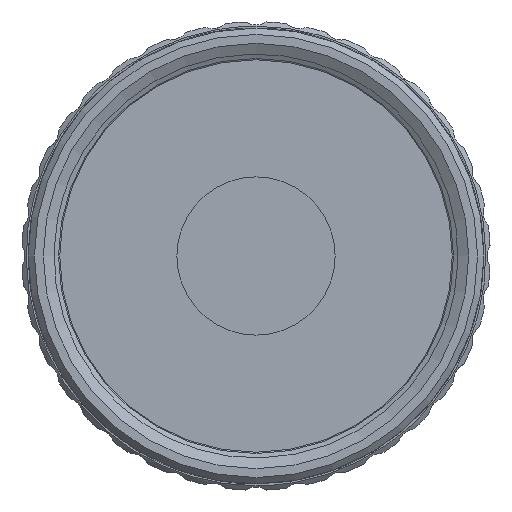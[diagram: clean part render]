
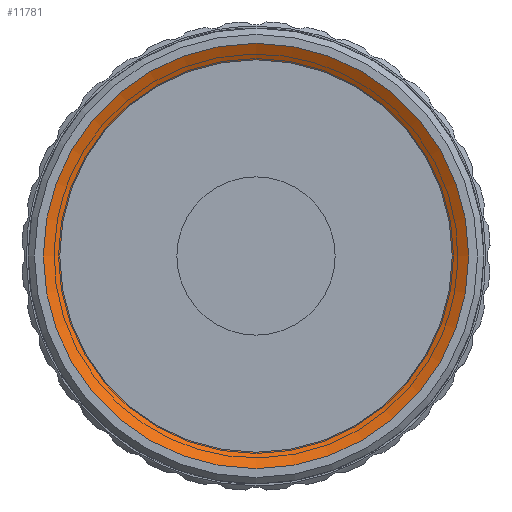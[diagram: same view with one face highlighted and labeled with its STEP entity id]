
A CAD part, left-side view. The second image highlights one B-rep face of the part: STEP entity #11781.
In plain terms, the highlighted conical face has half-angle 60 degrees and reference radius 33.598 mm.
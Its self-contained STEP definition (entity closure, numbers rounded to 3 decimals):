
#489 = DIRECTION ( 'NONE',  ( 0., -1., 0. ) ) ;
#555 = CARTESIAN_POINT ( 'NONE',  ( 12.27, 0., 0. ) ) ;
#1052 = VERTEX_POINT ( 'NONE', #12315 ) ;
#1777 = AXIS2_PLACEMENT_3D ( 'NONE', #555, #8798, #489 ) ;
#2630 = CIRCLE ( 'NONE', #12220, 33.598 ) ;
#2719 = FACE_BOUND ( 'NONE', #3103, .T. ) ;
#3103 = EDGE_LOOP ( 'NONE', ( #12423 ) ) ;
#4634 = ORIENTED_EDGE ( 'NONE', *, *, #8508, .T. ) ;
#5273 = DIRECTION ( 'NONE',  ( -1., 0., 0. ) ) ;
#6140 = CONICAL_SURFACE ( 'NONE', #1777, 33.598, 1.047 ) ;
#6294 = CARTESIAN_POINT ( 'NONE',  ( 13.77, 0., 0. ) ) ;
#6728 = DIRECTION ( 'NONE',  ( -1., 0., 0. ) ) ;
#8508 = EDGE_CURVE ( 'NONE', #1052, #1052, #2630, .T. ) ;
#8798 = DIRECTION ( 'NONE',  ( -1., 0., 0. ) ) ;
#8964 = CIRCLE ( 'NONE', #9174, 31. ) ;
#9174 = AXIS2_PLACEMENT_3D ( 'NONE', #6294, #5273, #11742 ) ;
#9301 = VERTEX_POINT ( 'NONE', #9370 ) ;
#9370 = CARTESIAN_POINT ( 'NONE',  ( 13.77, 0., 31. ) ) ;
#9794 = CARTESIAN_POINT ( 'NONE',  ( 12.27, 0., 0. ) ) ;
#10094 = EDGE_CURVE ( 'NONE', #9301, #9301, #8964, .T. ) ;
#10269 = DIRECTION ( 'NONE',  ( 0., -1., 0. ) ) ;
#10974 = FACE_OUTER_BOUND ( 'NONE', #12190, .T. ) ;
#11742 = DIRECTION ( 'NONE',  ( 0., 0., 1. ) ) ;
#11781 = ADVANCED_FACE ( 'NONE', ( #2719, #10974 ), #6140, .F. ) ;
#12190 = EDGE_LOOP ( 'NONE', ( #4634 ) ) ;
#12220 = AXIS2_PLACEMENT_3D ( 'NONE', #9794, #6728, #10269 ) ;
#12315 = CARTESIAN_POINT ( 'NONE',  ( 12.27, -33.598, 0. ) ) ;
#12423 = ORIENTED_EDGE ( 'NONE', *, *, #10094, .F. ) ;
